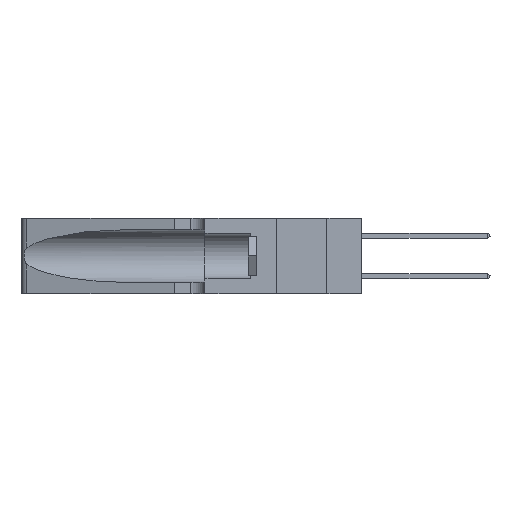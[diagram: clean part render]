
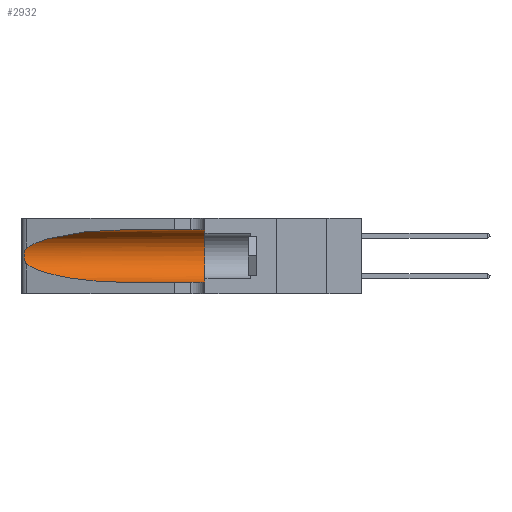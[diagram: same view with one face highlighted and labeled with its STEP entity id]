
A CAD part, left-side view. The second image highlights one B-rep face of the part: STEP entity #2932.
In plain terms, the highlighted cylindrical face has radius 3.308 mm (diameter 6.617 mm), a partial arc.
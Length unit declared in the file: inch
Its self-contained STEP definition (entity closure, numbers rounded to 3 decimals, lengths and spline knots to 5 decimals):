
#311 = CARTESIAN_POINT ( 'NONE',  ( 0.2373, 1.15595, 0.08982 ) ) ;
#429 = DIRECTION ( 'NONE',  ( 0., -1., 0. ) ) ;
#1146 = ORIENTED_EDGE ( 'NONE', *, *, #10942, .F. ) ;
#2932 = ADVANCED_FACE ( 'NONE', ( #17228 ), #8596, .F. ) ;
#3109 = CARTESIAN_POINT ( 'NONE',  ( 0.25555, 1.22994, 0.2215 ) ) ;
#3243 = CARTESIAN_POINT ( 'NONE',  ( 0.25639, 1.23186, 0.15144 ) ) ;
#3445 = EDGE_CURVE ( 'NONE', #25757, #12671, #16156, .T. ) ;
#3602 = AXIS2_PLACEMENT_3D ( 'NONE', #23710, #36538, #30206 ) ;
#3672 = CARTESIAN_POINT ( 'NONE',  ( 0.1305, 1.61858, 0.31525 ) ) ;
#6493 = CARTESIAN_POINT ( 'NONE',  ( 0.25487, 1.22718, 0.14631 ) ) ;
#6682 = ORIENTED_EDGE ( 'NONE', *, *, #35510, .T. ) ;
#6962 = CARTESIAN_POINT ( 'NONE',  ( 0.1305, 0.72297, 0.05475 ) ) ;
#8596 = CYLINDRICAL_SURFACE ( 'NONE', #3602, 0.13025 ) ;
#8879 = CARTESIAN_POINT ( 'NONE',  ( 0.25487, 1.22718, 0.22369 ) ) ;
#9620 = CARTESIAN_POINT ( 'NONE',  ( 0.25639, 1.23184, 0.21858 ) ) ;
#10101 = CARTESIAN_POINT ( 'NONE',  ( 0.25487, 1.22718, 0.14631 ) ) ;
#10942 = EDGE_CURVE ( 'NONE', #12671, #21719, #33120, .T. ) ;
#11946 = CARTESIAN_POINT ( 'NONE',  ( 0.1305, 0.35, 0.31525 ) ) ;
#12301 = CARTESIAN_POINT ( 'NONE',  ( 0.25856, 1.23593, 0.16098 ) ) ;
#12671 = VERTEX_POINT ( 'NONE', #11946 ) ;
#12874 = CARTESIAN_POINT ( 'NONE',  ( 0.25854, 1.2359, 0.20912 ) ) ;
#13752 = CARTESIAN_POINT ( 'NONE',  ( 0.25487, 1.22718, 0.14631 ) ) ;
#16118 = CARTESIAN_POINT ( 'NONE',  ( 0.26075, 1.23896, 0.19203 ) ) ;
#16156 = LINE ( 'NONE', #3672, #32216 ) ;
#16639 = CARTESIAN_POINT ( 'NONE',  ( 0.1305, 1.61858, 0.05475 ) ) ;
#16746 = DIRECTION ( 'NONE',  ( 0., 1., 0. ) ) ;
#17228 = FACE_OUTER_BOUND ( 'NONE', #40024, .T. ) ;
#18471 = CARTESIAN_POINT ( 'NONE',  ( 0.1305, 0.72297, 0.31525 ) ) ;
#18820 =( BOUNDED_CURVE ( )  B_SPLINE_CURVE ( 3, ( #18471, #40986, #28153, #8879 ),
 .UNSPECIFIED., .F., .T. ) 
 B_SPLINE_CURVE_WITH_KNOTS ( ( 4, 4 ),
 ( 1.5708, 2.84003 ),
 .UNSPECIFIED. ) 
 CURVE ( )  GEOMETRIC_REPRESENTATION_ITEM ( )  RATIONAL_B_SPLINE_CURVE ( ( 1., 0.87, 0.87, 1. ) ) 
 REPRESENTATION_ITEM ( '' )  );
#19313 = CARTESIAN_POINT ( 'NONE',  ( 0.26017, 1.23833, 0.17102 ) ) ;
#21719 = VERTEX_POINT ( 'NONE', #29227 ) ;
#22527 = CARTESIAN_POINT ( 'NONE',  ( 0.25789, 1.23486, 0.15765 ) ) ;
#22783 = ORIENTED_EDGE ( 'NONE', *, *, #36083, .T. ) ;
#23710 = CARTESIAN_POINT ( 'NONE',  ( 0.1305, 1.61858, 0.185 ) ) ;
#25658 = CARTESIAN_POINT ( 'NONE',  ( 0.25487, 1.22718, 0.22369 ) ) ;
#25757 = VERTEX_POINT ( 'NONE', #38579 ) ;
#25786 = CARTESIAN_POINT ( 'NONE',  ( 0.25555, 1.22993, 0.14849 ) ) ;
#26162 = DIRECTION ( 'NONE',  ( 0., -1., 0. ) ) ;
#26261 = CARTESIAN_POINT ( 'NONE',  ( 0.18966, 0.96281, 0.05475 ) ) ;
#27390 = VERTEX_POINT ( 'NONE', #39619 ) ;
#27694 = EDGE_CURVE ( 'NONE', #25757, #27390, #18820, .T. ) ;
#28153 = CARTESIAN_POINT ( 'NONE',  ( 0.2373, 1.15595, 0.28018 ) ) ;
#29227 = CARTESIAN_POINT ( 'NONE',  ( 0.1305, 0.35, 0.05475 ) ) ;
#30206 = DIRECTION ( 'NONE',  ( 0., 0., -1. ) ) ;
#30625 = VERTEX_POINT ( 'NONE', #13752 ) ;
#30668 = B_SPLINE_CURVE_WITH_KNOTS ( 'NONE', 3,
 ( #25658, #3109, #9620, #32111, #12874, #35339, #16118, #38608, #19313, #12301, #22527, #3243, #25786, #6493 ),
 .UNSPECIFIED., .F., .F.,
 ( 4, 2, 2, 2, 2, 2, 4 ),
 ( 0., 0.00027, 0.00053, 0.00107, 0.0016, 0.00187, 0.00214 ),
 .UNSPECIFIED. ) ;
#30722 = VERTEX_POINT ( 'NONE', #39778 ) ;
#32111 = CARTESIAN_POINT ( 'NONE',  ( 0.25787, 1.23484, 0.2124 ) ) ;
#32216 = VECTOR ( 'NONE', #429, 39.37008 ) ;
#33120 = CIRCLE ( 'NONE', #40538, 0.13025 ) ;
#34376 = ORIENTED_EDGE ( 'NONE', *, *, #36888, .T. ) ;
#35339 = CARTESIAN_POINT ( 'NONE',  ( 0.26018, 1.23835, 0.19895 ) ) ;
#35393 = ORIENTED_EDGE ( 'NONE', *, *, #3445, .F. ) ;
#35510 = EDGE_CURVE ( 'NONE', #30625, #30722, #38155, .T. ) ;
#35961 = CARTESIAN_POINT ( 'NONE',  ( 0.1305, 0.35, 0.185 ) ) ;
#36083 = EDGE_CURVE ( 'NONE', #27390, #30625, #30668, .T. ) ;
#36538 = DIRECTION ( 'NONE',  ( 0., -1., 0. ) ) ;
#36888 = EDGE_CURVE ( 'NONE', #30722, #21719, #39277, .T. ) ;
#37917 = ORIENTED_EDGE ( 'NONE', *, *, #27694, .T. ) ;
#38155 =( BOUNDED_CURVE ( )  B_SPLINE_CURVE ( 3, ( #10101, #311, #26261, #6962 ),
 .UNSPECIFIED., .F., .T. ) 
 B_SPLINE_CURVE_WITH_KNOTS ( ( 4, 4 ),
 ( 3.44316, 4.71239 ),
 .UNSPECIFIED. ) 
 CURVE ( )  GEOMETRIC_REPRESENTATION_ITEM ( )  RATIONAL_B_SPLINE_CURVE ( ( 1., 0.87, 0.87, 1. ) ) 
 REPRESENTATION_ITEM ( '' )  );
#38236 = VECTOR ( 'NONE', #26162, 39.37008 ) ;
#38579 = CARTESIAN_POINT ( 'NONE',  ( 0.1305, 0.72297, 0.31525 ) ) ;
#38608 = CARTESIAN_POINT ( 'NONE',  ( 0.26075, 1.23896, 0.178 ) ) ;
#39257 = DIRECTION ( 'NONE',  ( 0., 0., 1. ) ) ;
#39277 = LINE ( 'NONE', #16639, #38236 ) ;
#39619 = CARTESIAN_POINT ( 'NONE',  ( 0.25487, 1.22718, 0.22369 ) ) ;
#39778 = CARTESIAN_POINT ( 'NONE',  ( 0.1305, 0.72297, 0.05475 ) ) ;
#40024 = EDGE_LOOP ( 'NONE', ( #37917, #22783, #6682, #34376, #1146, #35393 ) ) ;
#40538 = AXIS2_PLACEMENT_3D ( 'NONE', #35961, #16746, #39257 ) ;
#40986 = CARTESIAN_POINT ( 'NONE',  ( 0.18966, 0.96281, 0.31525 ) ) ;
